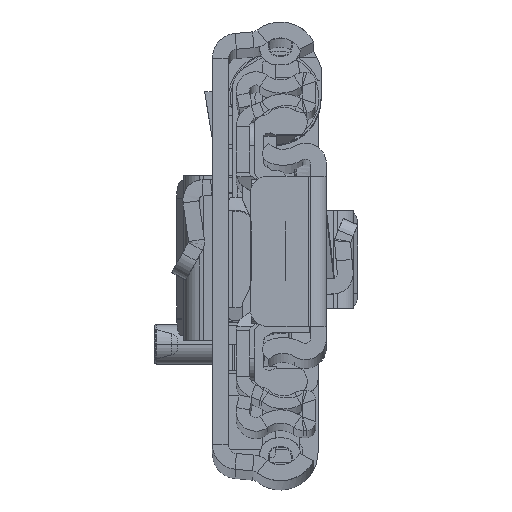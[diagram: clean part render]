
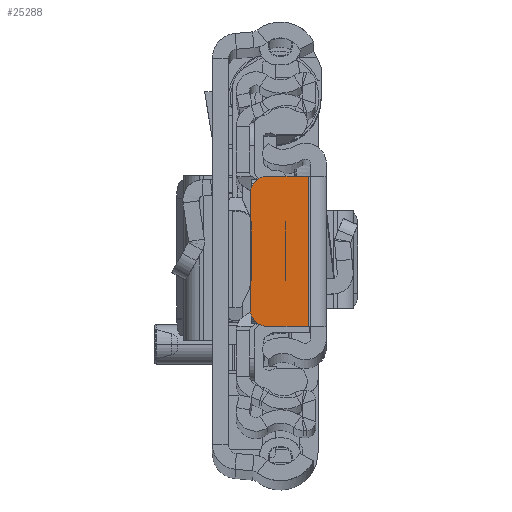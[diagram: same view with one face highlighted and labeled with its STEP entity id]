
A CAD part, top view. The second image highlights one B-rep face of the part: STEP entity #25288.
In plain terms, the highlighted planar face has unit normal (0, 0, 1).
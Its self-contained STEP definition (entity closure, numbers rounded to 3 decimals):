
#37 = CARTESIAN_POINT ( 'NONE',  ( -2.05, -8.5, 0. ) ) ;
#328 = DIRECTION ( 'NONE',  ( 1., 0., 0. ) ) ;
#1151 = DIRECTION ( 'NONE',  ( -1., 0., 0. ) ) ;
#2394 = LINE ( 'NONE', #37, #34163 ) ;
#2567 = AXIS2_PLACEMENT_3D ( 'NONE', #25652, #38492, #9226 ) ;
#2572 = VERTEX_POINT ( 'NONE', #7558 ) ;
#3495 = LINE ( 'NONE', #16326, #14706 ) ;
#5683 = CIRCLE ( 'NONE', #31912, 2. ) ;
#6588 = VERTEX_POINT ( 'NONE', #20853 ) ;
#7284 = LINE ( 'NONE', #17377, #11460 ) ;
#7558 = CARTESIAN_POINT ( 'NONE',  ( -8.65, 6.5, 0. ) ) ;
#8767 = ORIENTED_EDGE ( 'NONE', *, *, #21248, .T. ) ;
#9057 = EDGE_CURVE ( 'NONE', #37334, #21618, #7284, .T. ) ;
#9108 = LINE ( 'NONE', #13113, #9633 ) ;
#9226 = DIRECTION ( 'NONE',  ( -1., 0., 0. ) ) ;
#9545 = CARTESIAN_POINT ( 'NONE',  ( -6.65, 8.5, 0. ) ) ;
#9633 = VECTOR ( 'NONE', #25544, 1000. ) ;
#11460 = VECTOR ( 'NONE', #30219, 1000. ) ;
#12089 = CARTESIAN_POINT ( 'NONE',  ( -6.65, -6.5, 0. ) ) ;
#12198 = ORIENTED_EDGE ( 'NONE', *, *, #36016, .T. ) ;
#13113 = CARTESIAN_POINT ( 'NONE',  ( -8.65, 0., 0. ) ) ;
#13707 = CARTESIAN_POINT ( 'NONE',  ( -6.65, -8.5, 0. ) ) ;
#14607 = PLANE ( 'NONE',  #23894 ) ;
#14706 = VECTOR ( 'NONE', #328, 1000. ) ;
#14773 = EDGE_LOOP ( 'NONE', ( #12198, #16915, #20550, #27166, #30831, #8767 ) ) ;
#14819 = DIRECTION ( 'NONE',  ( 0., 0., 1. ) ) ;
#16326 = CARTESIAN_POINT ( 'NONE',  ( 0., -8.5, 0. ) ) ;
#16915 = ORIENTED_EDGE ( 'NONE', *, *, #33560, .T. ) ;
#17377 = CARTESIAN_POINT ( 'NONE',  ( 0., 8.5, 0. ) ) ;
#17572 = CARTESIAN_POINT ( 'NONE',  ( -2.05, 8.5, 0. ) ) ;
#17855 = EDGE_CURVE ( 'NONE', #37334, #22368, #2394, .T. ) ;
#18831 = DIRECTION ( 'NONE',  ( -1., 0., 0. ) ) ;
#19482 = VERTEX_POINT ( 'NONE', #13707 ) ;
#20127 = EDGE_CURVE ( 'NONE', #19482, #22368, #3495, .T. ) ;
#20550 = ORIENTED_EDGE ( 'NONE', *, *, #20127, .T. ) ;
#20719 = CIRCLE ( 'NONE', #2567, 2. ) ;
#20853 = CARTESIAN_POINT ( 'NONE',  ( -8.65, -6.5, 0. ) ) ;
#21248 = EDGE_CURVE ( 'NONE', #21618, #2572, #20719, .T. ) ;
#21618 = VERTEX_POINT ( 'NONE', #9545 ) ;
#22368 = VERTEX_POINT ( 'NONE', #31923 ) ;
#23894 = AXIS2_PLACEMENT_3D ( 'NONE', #29776, #26823, #1151 ) ;
#25288 = ADVANCED_FACE ( 'NONE', ( #27240 ), #14607, .F. ) ;
#25544 = DIRECTION ( 'NONE',  ( 0., -1., 0. ) ) ;
#25652 = CARTESIAN_POINT ( 'NONE',  ( -6.65, 6.5, 0. ) ) ;
#26823 = DIRECTION ( 'NONE',  ( 0., 0., -1. ) ) ;
#27166 = ORIENTED_EDGE ( 'NONE', *, *, #17855, .F. ) ;
#27240 = FACE_OUTER_BOUND ( 'NONE', #14773, .T. ) ;
#28854 = DIRECTION ( 'NONE',  ( 0., -1., 0. ) ) ;
#29776 = CARTESIAN_POINT ( 'NONE',  ( 0., 0., 0. ) ) ;
#30219 = DIRECTION ( 'NONE',  ( -1., 0., 0. ) ) ;
#30831 = ORIENTED_EDGE ( 'NONE', *, *, #9057, .T. ) ;
#31912 = AXIS2_PLACEMENT_3D ( 'NONE', #12089, #14819, #18831 ) ;
#31923 = CARTESIAN_POINT ( 'NONE',  ( -2.05, -8.5, 0. ) ) ;
#33560 = EDGE_CURVE ( 'NONE', #6588, #19482, #5683, .T. ) ;
#34163 = VECTOR ( 'NONE', #28854, 1000. ) ;
#36016 = EDGE_CURVE ( 'NONE', #2572, #6588, #9108, .T. ) ;
#37334 = VERTEX_POINT ( 'NONE', #17572 ) ;
#38492 = DIRECTION ( 'NONE',  ( 0., 0., 1. ) ) ;
